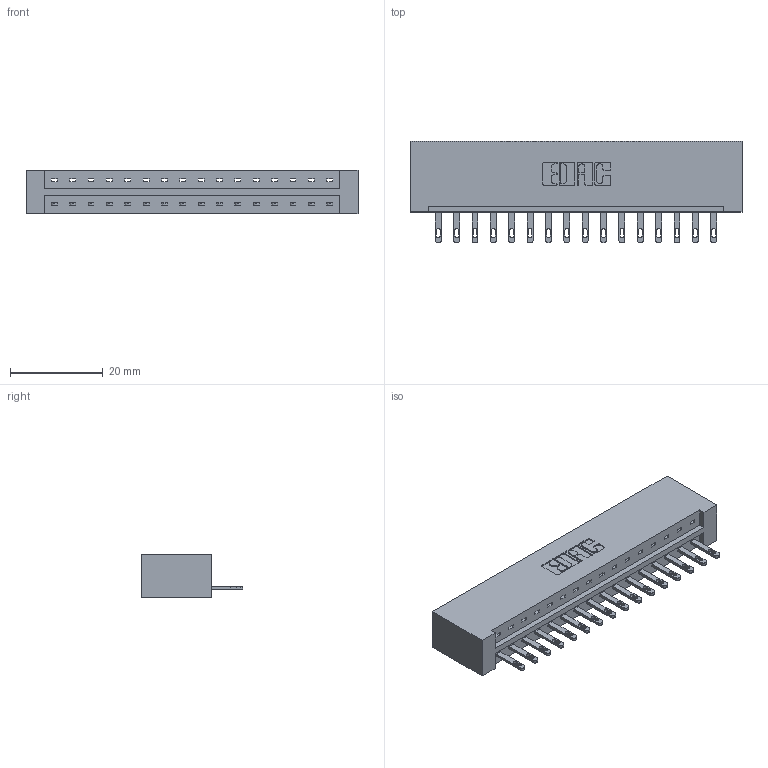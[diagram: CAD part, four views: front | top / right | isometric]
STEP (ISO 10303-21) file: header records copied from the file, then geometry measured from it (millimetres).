
FILE_DESCRIPTION (( 'STEP AP203' ), '1' );
FILE_NAME ('833-016-500-101.STEP', '2020-05-31T16:33:30', ( '' ), ( '' ), 'SwSTEP 2.0', 'SolidWorks 2020', '' );
FILE_SCHEMA (( 'CONFIG_CONTROL_DESIGN' ));
Length unit declared in the file: inch
Products named in the file (3): 345-292-001_345-293-100; 833-016-500-101; 833 Part_Lugless
Assembly tree (17 placements, depth 2):
  833-016-500-101
    833 Part_Lugless
    345-292-001_345-293-100  x16
Bounding box: 71.65 x 21.85 x 9.4 mm (x, y, z)
Volume: 7609.4 mm3; surface area: 8058.4 mm2
Topology: 17 solids, 17 shells, 970 faces, 2975 edges, 1982 vertices
Faces by surface type: plane 642, cylinder 328
Entity records: 12797 total; most frequent: CARTESIAN_POINT 2218, ORIENTED_EDGE 2170, DIRECTION 1917, EDGE_CURVE 1085, VECTOR 961, LINE 961, VERTEX_POINT 722, AXIS2_PLACEMENT_3D 478
